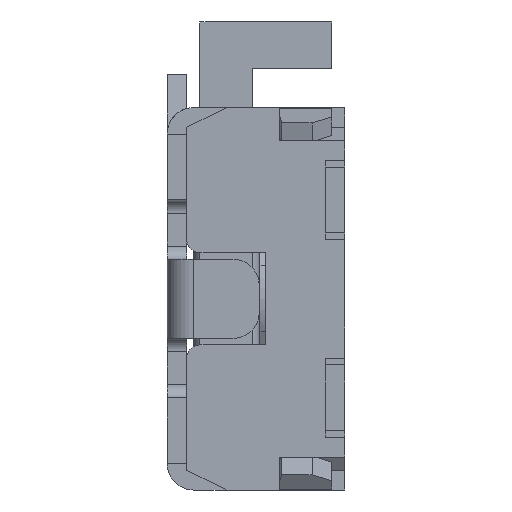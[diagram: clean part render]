
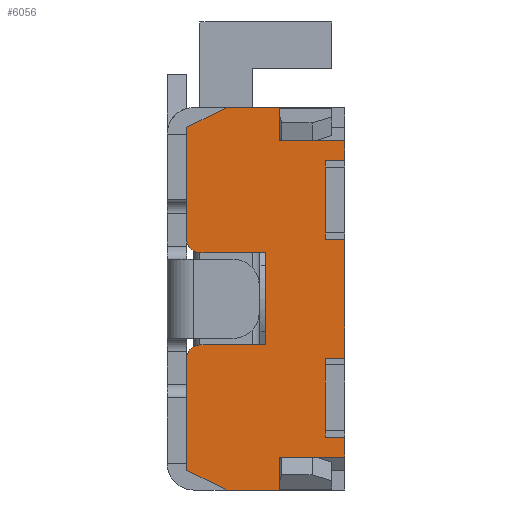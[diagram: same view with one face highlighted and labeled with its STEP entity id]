
A CAD part, left-side view. The second image highlights one B-rep face of the part: STEP entity #6056.
In plain terms, the highlighted planar face has unit normal (-1, 0, 0).
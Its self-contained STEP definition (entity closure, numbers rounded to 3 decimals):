
#561=DIRECTION('',(0.,0.,1.));
#562=VECTOR('',#561,0.15);
#563=CARTESIAN_POINT('',(-1.75,0.05,1.05));
#564=LINE('',#563,#562);
#701=DIRECTION('',(0.,0.,1.));
#702=VECTOR('',#701,0.15);
#703=CARTESIAN_POINT('',(-1.75,0.05,-1.2));
#704=LINE('',#703,#702);
#733=DIRECTION('',(0.,0.,1.));
#734=VECTOR('',#733,0.9);
#735=CARTESIAN_POINT('',(-1.75,0.05,-0.45));
#736=LINE('',#735,#734);
#781=DIRECTION('',(0.,0.,1.));
#782=VECTOR('',#781,0.6);
#783=CARTESIAN_POINT('',(-1.75,0.2,0.45));
#784=LINE('',#783,#782);
#797=DIRECTION('',(0.,-1.,0.));
#798=VECTOR('',#797,0.15);
#799=CARTESIAN_POINT('',(-1.75,0.2,1.05));
#800=LINE('',#799,#798);
#801=DIRECTION('',(0.,0.,-1.));
#802=VECTOR('',#801,0.6);
#803=CARTESIAN_POINT('',(-1.75,0.2,-0.45));
#804=LINE('',#803,#802);
#805=DIRECTION('',(0.,-1.,0.));
#806=VECTOR('',#805,0.15);
#807=CARTESIAN_POINT('',(-1.75,0.2,-1.05));
#808=LINE('',#807,#806);
#809=DIRECTION('',(0.,1.,0.));
#810=VECTOR('',#809,0.5);
#811=CARTESIAN_POINT('',(-1.75,0.05,-1.2));
#812=LINE('',#811,#810);
#813=DIRECTION('',(0.,0.,-1.));
#814=VECTOR('',#813,0.25);
#815=CARTESIAN_POINT('',(-1.75,0.55,-1.2));
#816=LINE('',#815,#814);
#817=DIRECTION('',(0.,1.,0.));
#818=VECTOR('',#817,0.4);
#819=CARTESIAN_POINT('',(-1.75,0.55,-1.45));
#820=LINE('',#819,#818);
#821=DIRECTION('',(0.,0.894,0.447));
#822=VECTOR('',#821,0.335);
#823=CARTESIAN_POINT('',(-1.75,0.95,-1.45));
#824=LINE('',#823,#822);
#825=DIRECTION('',(0.,0.,1.));
#826=VECTOR('',#825,0.85);
#827=CARTESIAN_POINT('',(-1.75,1.25,-1.3));
#828=LINE('',#827,#826);
#829=CARTESIAN_POINT('',(-1.75,1.15,-0.45));
#830=DIRECTION('',(1.,0.,0.));
#831=DIRECTION('',(0.,1.,0.));
#832=AXIS2_PLACEMENT_3D('',#829,#830,#831);
#834=DIRECTION('',(0.,-1.,0.));
#835=VECTOR('',#834,0.5);
#836=CARTESIAN_POINT('',(-1.75,1.15,-0.35));
#837=LINE('',#836,#835);
#838=DIRECTION('',(0.,0.,1.));
#839=VECTOR('',#838,0.7);
#840=CARTESIAN_POINT('',(-1.75,0.65,-0.35));
#841=LINE('',#840,#839);
#842=DIRECTION('',(0.,1.,0.));
#843=VECTOR('',#842,0.5);
#844=CARTESIAN_POINT('',(-1.75,0.65,0.35));
#845=LINE('',#844,#843);
#846=CARTESIAN_POINT('',(-1.75,1.15,0.45));
#847=DIRECTION('',(1.,0.,0.));
#848=DIRECTION('',(0.,0.,-1.));
#849=AXIS2_PLACEMENT_3D('',#846,#847,#848);
#851=DIRECTION('',(0.,0.,1.));
#852=VECTOR('',#851,0.85);
#853=CARTESIAN_POINT('',(-1.75,1.25,0.45));
#854=LINE('',#853,#852);
#855=DIRECTION('',(0.,-0.894,0.447));
#856=VECTOR('',#855,0.335);
#857=CARTESIAN_POINT('',(-1.75,1.25,1.3));
#858=LINE('',#857,#856);
#859=DIRECTION('',(0.,-1.,0.));
#860=VECTOR('',#859,0.4);
#861=CARTESIAN_POINT('',(-1.75,0.95,1.45));
#862=LINE('',#861,#860);
#863=DIRECTION('',(0.,0.,-1.));
#864=VECTOR('',#863,0.25);
#865=CARTESIAN_POINT('',(-1.75,0.55,1.45));
#866=LINE('',#865,#864);
#867=DIRECTION('',(0.,-1.,0.));
#868=VECTOR('',#867,0.5);
#869=CARTESIAN_POINT('',(-1.75,0.55,1.2));
#870=LINE('',#869,#868);
#871=DIRECTION('',(0.,-1.,0.));
#872=VECTOR('',#871,0.15);
#873=CARTESIAN_POINT('',(-1.75,0.2,0.45));
#874=LINE('',#873,#872);
#875=DIRECTION('',(0.,1.,0.));
#876=VECTOR('',#875,0.15);
#877=CARTESIAN_POINT('',(-1.75,0.05,-0.45));
#878=LINE('',#877,#876);
#4417=CARTESIAN_POINT('',(-1.75,0.05,1.05));
#4418=VERTEX_POINT('',#4417);
#4419=CARTESIAN_POINT('',(-1.75,0.05,1.2));
#4420=VERTEX_POINT('',#4419);
#4485=CARTESIAN_POINT('',(-1.75,0.05,-1.2));
#4486=VERTEX_POINT('',#4485);
#4487=CARTESIAN_POINT('',(-1.75,0.05,-1.05));
#4488=VERTEX_POINT('',#4487);
#4501=CARTESIAN_POINT('',(-1.75,0.05,-0.45));
#4502=VERTEX_POINT('',#4501);
#4503=CARTESIAN_POINT('',(-1.75,0.05,0.45));
#4504=VERTEX_POINT('',#4503);
#4519=CARTESIAN_POINT('',(-1.75,0.2,0.45));
#4520=VERTEX_POINT('',#4519);
#4521=CARTESIAN_POINT('',(-1.75,0.2,1.05));
#4522=VERTEX_POINT('',#4521);
#4523=CARTESIAN_POINT('',(-1.75,0.2,-0.45));
#4524=CARTESIAN_POINT('',(-1.75,0.2,-1.05));
#4525=VERTEX_POINT('',#4523);
#4526=VERTEX_POINT('',#4524);
#4527=CARTESIAN_POINT('',(-1.75,0.55,-1.2));
#4528=VERTEX_POINT('',#4527);
#4529=CARTESIAN_POINT('',(-1.75,0.55,-1.45));
#4530=VERTEX_POINT('',#4529);
#4531=CARTESIAN_POINT('',(-1.75,0.95,-1.45));
#4532=VERTEX_POINT('',#4531);
#4533=CARTESIAN_POINT('',(-1.75,1.25,-1.3));
#4534=VERTEX_POINT('',#4533);
#4535=CARTESIAN_POINT('',(-1.75,1.25,-0.45));
#4536=VERTEX_POINT('',#4535);
#4537=CARTESIAN_POINT('',(-1.75,1.15,-0.35));
#4538=VERTEX_POINT('',#4537);
#4539=CARTESIAN_POINT('',(-1.75,0.65,-0.35));
#4540=VERTEX_POINT('',#4539);
#4541=CARTESIAN_POINT('',(-1.75,0.65,0.35));
#4542=VERTEX_POINT('',#4541);
#4543=CARTESIAN_POINT('',(-1.75,1.15,0.35));
#4544=VERTEX_POINT('',#4543);
#4545=CARTESIAN_POINT('',(-1.75,1.25,0.45));
#4546=VERTEX_POINT('',#4545);
#4547=CARTESIAN_POINT('',(-1.75,1.25,1.3));
#4548=VERTEX_POINT('',#4547);
#4549=CARTESIAN_POINT('',(-1.75,0.95,1.45));
#4550=VERTEX_POINT('',#4549);
#4551=CARTESIAN_POINT('',(-1.75,0.55,1.45));
#4552=VERTEX_POINT('',#4551);
#4553=CARTESIAN_POINT('',(-1.75,0.55,1.2));
#4554=VERTEX_POINT('',#4553);
#6006=CARTESIAN_POINT('',(-1.75,0.65,0.));
#6007=DIRECTION('',(1.,0.,0.));
#6008=DIRECTION('',(0.,1.,0.));
#6009=AXIS2_PLACEMENT_3D('',#6006,#6007,#6008);
#6010=PLANE('',#6009);
#6012=ORIENTED_EDGE('',*,*,#6011,.T.);
#6014=ORIENTED_EDGE('',*,*,#6013,.T.);
#6015=ORIENTED_EDGE('',*,*,#5903,.F.);
#6017=ORIENTED_EDGE('',*,*,#6016,.T.);
#6019=ORIENTED_EDGE('',*,*,#6018,.T.);
#6021=ORIENTED_EDGE('',*,*,#6020,.T.);
#6023=ORIENTED_EDGE('',*,*,#6022,.T.);
#6025=ORIENTED_EDGE('',*,*,#6024,.T.);
#6027=ORIENTED_EDGE('',*,*,#6026,.T.);
#6029=ORIENTED_EDGE('',*,*,#6028,.T.);
#6031=ORIENTED_EDGE('',*,*,#6030,.T.);
#6033=ORIENTED_EDGE('',*,*,#6032,.T.);
#6035=ORIENTED_EDGE('',*,*,#6034,.T.);
#6037=ORIENTED_EDGE('',*,*,#6036,.T.);
#6039=ORIENTED_EDGE('',*,*,#6038,.T.);
#6041=ORIENTED_EDGE('',*,*,#6040,.T.);
#6043=ORIENTED_EDGE('',*,*,#6042,.T.);
#6045=ORIENTED_EDGE('',*,*,#6044,.T.);
#6046=ORIENTED_EDGE('',*,*,#5832,.F.);
#6047=ORIENTED_EDGE('',*,*,#6000,.F.);
#6048=ORIENTED_EDGE('',*,*,#5972,.F.);
#6050=ORIENTED_EDGE('',*,*,#6049,.T.);
#6051=ORIENTED_EDGE('',*,*,#5919,.F.);
#6053=ORIENTED_EDGE('',*,*,#6052,.T.);
#6054=EDGE_LOOP('',(#6012,#6014,#6015,#6017,#6019,#6021,#6023,#6025,#6027,#6029,
#6031,#6033,#6035,#6037,#6039,#6041,#6043,#6045,#6046,#6047,#6048,#6050,#6051,
#6053));
#6055=FACE_OUTER_BOUND('',#6054,.F.);
#6056=ADVANCED_FACE('',(#6055),#6010,.F.);
#833=CIRCLE('',#832,0.1);
#850=CIRCLE('',#849,0.1);
#5832=EDGE_CURVE('',#4418,#4420,#564,.T.);
#5903=EDGE_CURVE('',#4486,#4488,#704,.T.);
#5919=EDGE_CURVE('',#4502,#4504,#736,.T.);
#5972=EDGE_CURVE('',#4520,#4522,#784,.T.);
#6000=EDGE_CURVE('',#4522,#4418,#800,.T.);
#6011=EDGE_CURVE('',#4525,#4526,#804,.T.);
#6013=EDGE_CURVE('',#4526,#4488,#808,.T.);
#6016=EDGE_CURVE('',#4486,#4528,#812,.T.);
#6018=EDGE_CURVE('',#4528,#4530,#816,.T.);
#6020=EDGE_CURVE('',#4530,#4532,#820,.T.);
#6022=EDGE_CURVE('',#4532,#4534,#824,.T.);
#6024=EDGE_CURVE('',#4534,#4536,#828,.T.);
#6026=EDGE_CURVE('',#4536,#4538,#833,.T.);
#6028=EDGE_CURVE('',#4538,#4540,#837,.T.);
#6030=EDGE_CURVE('',#4540,#4542,#841,.T.);
#6032=EDGE_CURVE('',#4542,#4544,#845,.T.);
#6034=EDGE_CURVE('',#4544,#4546,#850,.T.);
#6036=EDGE_CURVE('',#4546,#4548,#854,.T.);
#6038=EDGE_CURVE('',#4548,#4550,#858,.T.);
#6040=EDGE_CURVE('',#4550,#4552,#862,.T.);
#6042=EDGE_CURVE('',#4552,#4554,#866,.T.);
#6044=EDGE_CURVE('',#4554,#4420,#870,.T.);
#6049=EDGE_CURVE('',#4520,#4504,#874,.T.);
#6052=EDGE_CURVE('',#4502,#4525,#878,.T.);
